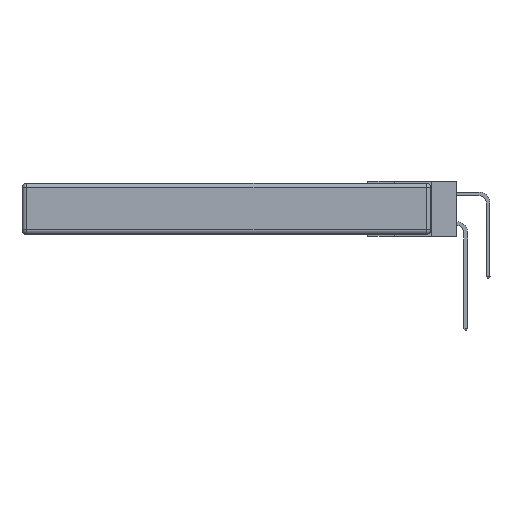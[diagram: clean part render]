
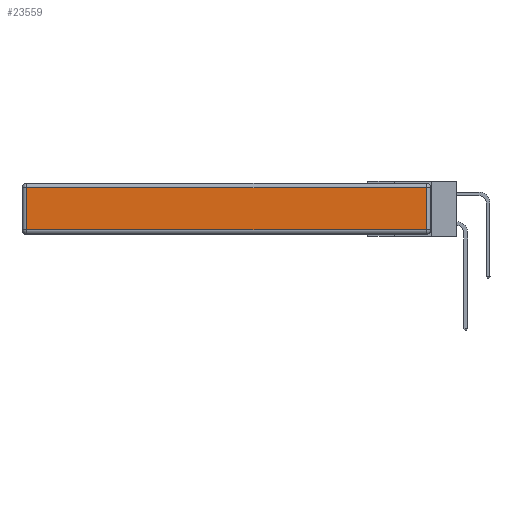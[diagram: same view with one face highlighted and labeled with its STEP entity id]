
A CAD part, left-side view. The second image highlights one B-rep face of the part: STEP entity #23559.
In plain terms, the highlighted planar face has unit normal (-1, 0, 0).
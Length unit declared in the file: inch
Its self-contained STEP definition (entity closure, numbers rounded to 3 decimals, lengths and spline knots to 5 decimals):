
#35 = VERTEX_POINT ( 'NONE', #18611 ) ;
#213 = VECTOR ( 'NONE', #22737, 39.37008 ) ;
#628 = DIRECTION ( 'NONE',  ( 0., 0., 1. ) ) ;
#1096 = CARTESIAN_POINT ( 'NONE',  ( 0., 0.03, -0.03 ) ) ;
#3379 = VERTEX_POINT ( 'NONE', #8853 ) ;
#3587 = VECTOR ( 'NONE', #7146, 39.37008 ) ;
#3647 = LINE ( 'NONE', #4675, #15682 ) ;
#4675 = CARTESIAN_POINT ( 'NONE',  ( 0., 2.72, -0.343 ) ) ;
#5549 = EDGE_CURVE ( 'NONE', #18869, #21382, #23964, .T. ) ;
#7146 = DIRECTION ( 'NONE',  ( 0., -1., 0. ) ) ;
#7821 = LINE ( 'NONE', #11301, #3587 ) ;
#8853 = CARTESIAN_POINT ( 'NONE',  ( 0., 0.03, -0.313 ) ) ;
#8950 = DIRECTION ( 'NONE',  ( 0., 0., -1. ) ) ;
#9136 = AXIS2_PLACEMENT_3D ( 'NONE', #17572, #21830, #9399 ) ;
#9399 = DIRECTION ( 'NONE',  ( 0., 0., 1. ) ) ;
#11023 = EDGE_CURVE ( 'NONE', #21382, #35, #3647, .T. ) ;
#11301 = CARTESIAN_POINT ( 'NONE',  ( 0., 0., -0.313 ) ) ;
#11605 = ORIENTED_EDGE ( 'NONE', *, *, #11023, .T. ) ;
#12220 = EDGE_CURVE ( 'NONE', #35, #3379, #7821, .T. ) ;
#14599 = ORIENTED_EDGE ( 'NONE', *, *, #5549, .T. ) ;
#15146 = CARTESIAN_POINT ( 'NONE',  ( 0., 2.72, -0.03 ) ) ;
#15561 = ORIENTED_EDGE ( 'NONE', *, *, #12220, .T. ) ;
#15682 = VECTOR ( 'NONE', #8950, 39.37008 ) ;
#17077 = CARTESIAN_POINT ( 'NONE',  ( 0., 0.03, -0.343 ) ) ;
#17572 = CARTESIAN_POINT ( 'NONE',  ( 0., 0., -0.343 ) ) ;
#17810 = FACE_OUTER_BOUND ( 'NONE', #21167, .T. ) ;
#18611 = CARTESIAN_POINT ( 'NONE',  ( 0., 2.72, -0.313 ) ) ;
#18867 = LINE ( 'NONE', #17077, #23759 ) ;
#18869 = VERTEX_POINT ( 'NONE', #1096 ) ;
#19738 = PLANE ( 'NONE',  #9136 ) ;
#20583 = EDGE_CURVE ( 'NONE', #3379, #18869, #18867, .T. ) ;
#20822 = CARTESIAN_POINT ( 'NONE',  ( 0., 2.75, -0.03 ) ) ;
#21167 = EDGE_LOOP ( 'NONE', ( #15561, #23011, #14599, #11605 ) ) ;
#21382 = VERTEX_POINT ( 'NONE', #15146 ) ;
#21830 = DIRECTION ( 'NONE',  ( -1., 0., 0. ) ) ;
#22737 = DIRECTION ( 'NONE',  ( 0., 1., 0. ) ) ;
#23011 = ORIENTED_EDGE ( 'NONE', *, *, #20583, .T. ) ;
#23559 = ADVANCED_FACE ( 'NONE', ( #17810 ), #19738, .T. ) ;
#23759 = VECTOR ( 'NONE', #628, 39.37008 ) ;
#23964 = LINE ( 'NONE', #20822, #213 ) ;
